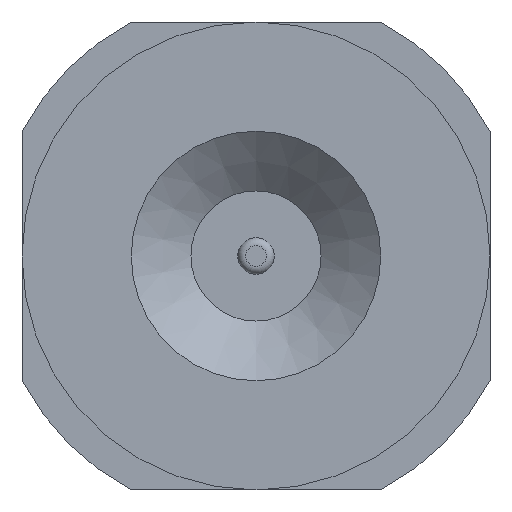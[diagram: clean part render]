
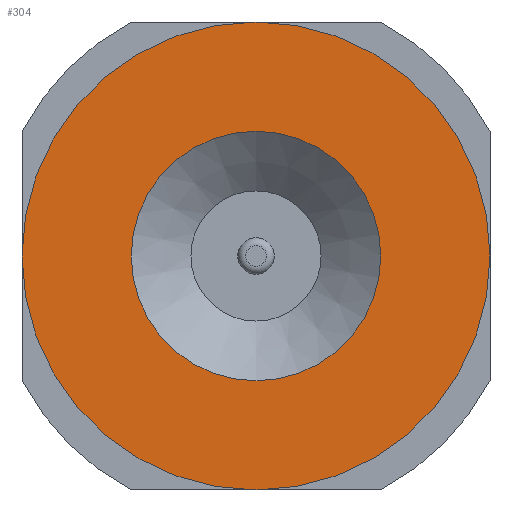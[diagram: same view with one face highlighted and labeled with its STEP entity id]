
A CAD part, left-side view. The second image highlights one B-rep face of the part: STEP entity #304.
In plain terms, the highlighted face is planar.
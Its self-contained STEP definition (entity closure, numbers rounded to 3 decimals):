
#304=ADVANCED_FACE('',(#584,#586),#588,.T.);
#584=FACE_BOUND('',#585,.T.);
#585=EDGE_LOOP('',(#745));
#586=FACE_BOUND('',#587,.T.);
#587=EDGE_LOOP('',(#746));
#588=PLANE('',#589);
#589=AXIS2_PLACEMENT_3D('',#590,#591,#592);
#590=CARTESIAN_POINT('',(-4.05,0.,3.));
#591=DIRECTION('',(1.,-0.,0.));
#592=DIRECTION('',(0.,0.,1.));
#745=ORIENTED_EDGE('',*,*,#800,.T.);
#746=ORIENTED_EDGE('',*,*,#801,.F.);
#800=EDGE_CURVE('',#874,#874,#875,.T.);
#801=EDGE_CURVE('',#876,#876,#877,.T.);
#874=VERTEX_POINT('',#1050);
#875=CIRCLE('',#1051,3.);
#876=VERTEX_POINT('',#1055);
#877=CIRCLE('',#1056,1.6);
#1050=CARTESIAN_POINT('',(-4.05,0.,6.));
#1051=AXIS2_PLACEMENT_3D('',#1052,#1053,#1054);
#1052=CARTESIAN_POINT('',(-4.05,0.,3.));
#1053=DIRECTION('',(-1.,0.,-0.));
#1054=DIRECTION('',(0.,0.,1.));
#1055=CARTESIAN_POINT('',(-4.05,0.,4.6));
#1056=AXIS2_PLACEMENT_3D('',#1057,#1058,#1059);
#1057=CARTESIAN_POINT('',(-4.05,0.,3.));
#1058=DIRECTION('',(-1.,0.,-0.));
#1059=DIRECTION('',(0.,0.,1.));
